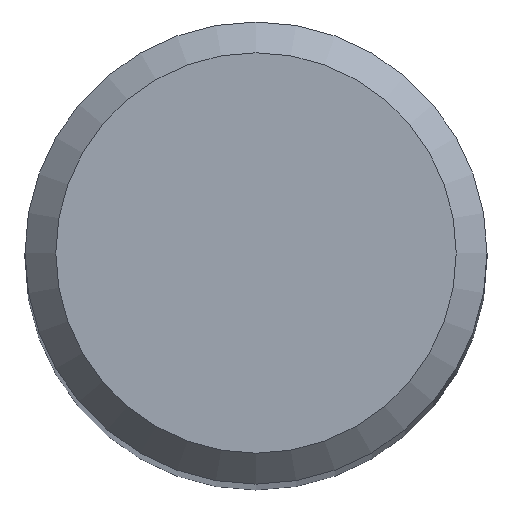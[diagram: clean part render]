
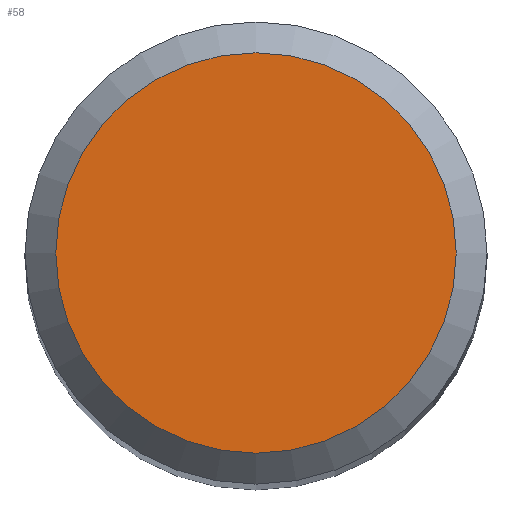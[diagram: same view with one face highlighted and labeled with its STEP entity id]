
A CAD part, top view. The second image highlights one B-rep face of the part: STEP entity #58.
In plain terms, the highlighted planar face has unit normal (0, 0, 1).
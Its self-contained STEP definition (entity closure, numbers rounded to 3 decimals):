
#12 = EDGE_CURVE ( 'NONE', #24, #24, #111, .T. ) ;
#16 = FACE_OUTER_BOUND ( 'NONE', #33, .T. ) ;
#24 = VERTEX_POINT ( 'NONE', #101 ) ;
#33 = EDGE_LOOP ( 'NONE', ( #153 ) ) ;
#51 = CARTESIAN_POINT ( 'NONE',  ( 0., 0., 60. ) ) ;
#58 = ADVANCED_FACE ( 'NONE', ( #16 ), #117, .F. ) ;
#64 = DIRECTION ( 'NONE',  ( 0., 0., -1. ) ) ;
#82 = DIRECTION ( 'NONE',  ( 0., 0., -1. ) ) ;
#101 = CARTESIAN_POINT ( 'NONE',  ( 0., 2.6, 60. ) ) ;
#111 = CIRCLE ( 'NONE', #159, 2.6 ) ;
#117 = PLANE ( 'NONE',  #145 ) ;
#145 = AXIS2_PLACEMENT_3D ( 'NONE', #167, #64, #218 ) ;
#153 = ORIENTED_EDGE ( 'NONE', *, *, #12, .F. ) ;
#159 = AXIS2_PLACEMENT_3D ( 'NONE', #51, #82, #186 ) ;
#167 = CARTESIAN_POINT ( 'NONE',  ( 0., 0., 60. ) ) ;
#186 = DIRECTION ( 'NONE',  ( 0., 1., 0. ) ) ;
#218 = DIRECTION ( 'NONE',  ( 0., 1., 0. ) ) ;
